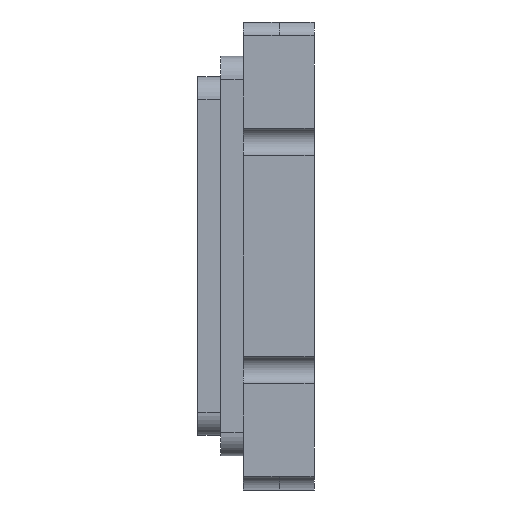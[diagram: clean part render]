
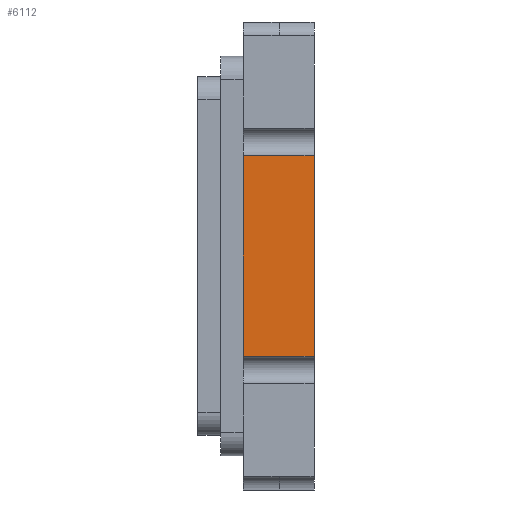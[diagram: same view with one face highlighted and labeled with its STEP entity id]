
A CAD part, left-side view. The second image highlights one B-rep face of the part: STEP entity #6112.
In plain terms, the highlighted planar face has unit normal (-1, 0, 0).
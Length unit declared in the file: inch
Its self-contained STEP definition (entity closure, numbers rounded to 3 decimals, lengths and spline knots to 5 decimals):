
#540 = CARTESIAN_POINT ( 'NONE',  ( -0.1415, 0., 0.0305 ) ) ;
#541 = CARTESIAN_POINT ( 'NONE',  ( -0.1415, 0.031, 0.044 ) ) ;
#542 = CARTESIAN_POINT ( 'NONE',  ( -0.1415, 0., -0.0305 ) ) ;
#545 = CARTESIAN_POINT ( 'NONE',  ( -0.1415, 0., 0.044 ) ) ;
#548 = CARTESIAN_POINT ( 'NONE',  ( -0.1415, 0.031, -0.044 ) ) ;
#550 = CARTESIAN_POINT ( 'NONE',  ( -0.1415, 0., -0.044 ) ) ;
#3744 = ORIENTED_EDGE ( 'NONE', *, *, #5998, .F. ) ;
#3749 = ORIENTED_EDGE ( 'NONE', *, *, #6003, .T. ) ;
#3754 = ORIENTED_EDGE ( 'NONE', *, *, #6029, .F. ) ;
#3759 = ORIENTED_EDGE ( 'NONE', *, *, #6000, .T. ) ;
#3761 = ORIENTED_EDGE ( 'NONE', *, *, #6017, .T. ) ;
#3774 = ORIENTED_EDGE ( 'NONE', *, *, #5997, .T. ) ;
#4155 = LINE ( 'NONE', #4156, #5853 ) ;
#4156 = CARTESIAN_POINT ( 'NONE',  ( -0.1415, 0., -0.1025 ) ) ;
#4157 = DIRECTION ( 'NONE',  ( 0., 0., 1. ) ) ;
#4158 = LINE ( 'NONE', #4159, #5851 ) ;
#4159 = CARTESIAN_POINT ( 'NONE',  ( -0.1415, 0.031, -0.1025 ) ) ;
#4160 = DIRECTION ( 'NONE',  ( 0., 0., 1. ) ) ;
#4180 = LINE ( 'NONE', #4181, #5849 ) ;
#4181 = CARTESIAN_POINT ( 'NONE',  ( -0.1415, 0., -0.1025 ) ) ;
#4182 = DIRECTION ( 'NONE',  ( 0., 0., 1. ) ) ;
#4189 = LINE ( 'NONE', #4190, #5845 ) ;
#4190 = CARTESIAN_POINT ( 'NONE',  ( -0.1415, 0., 0.044 ) ) ;
#4191 = DIRECTION ( 'NONE',  ( 0., 1., 0. ) ) ;
#4231 = LINE ( 'NONE', #4232, #5042 ) ;
#4232 = CARTESIAN_POINT ( 'NONE',  ( -0.1415, 0., -0.1025 ) ) ;
#4233 = DIRECTION ( 'NONE',  ( 0., 0., 1. ) ) ;
#4283 = LINE ( 'NONE', #4284, #5056 ) ;
#4284 = CARTESIAN_POINT ( 'NONE',  ( -0.1415, 0., -0.044 ) ) ;
#4285 = DIRECTION ( 'NONE',  ( 0., 1., 0. ) ) ;
#4491 = EDGE_LOOP ( 'NONE', ( #3774, #3759, #3749, #3744, #3754, #3761 ) ) ;
#5042 = VECTOR ( 'NONE', #4233, 39.37008 ) ;
#5056 = VECTOR ( 'NONE', #4285, 39.37008 ) ;
#5248 = PLANE ( 'NONE',  #7423 ) ;
#5249 = CARTESIAN_POINT ( 'NONE',  ( -0.1415, 0.051, -0.1025 ) ) ;
#5250 = DIRECTION ( 'NONE',  ( 1., 0., 0. ) ) ;
#5251 = DIRECTION ( 'NONE',  ( 0., 0., -1. ) ) ;
#5552 = VERTEX_POINT ( 'NONE', #540 ) ;
#5553 = VERTEX_POINT ( 'NONE', #541 ) ;
#5554 = VERTEX_POINT ( 'NONE', #542 ) ;
#5557 = VERTEX_POINT ( 'NONE', #545 ) ;
#5560 = VERTEX_POINT ( 'NONE', #548 ) ;
#5562 = VERTEX_POINT ( 'NONE', #550 ) ;
#5845 = VECTOR ( 'NONE', #4191, 39.37008 ) ;
#5849 = VECTOR ( 'NONE', #4182, 39.37008 ) ;
#5851 = VECTOR ( 'NONE', #4160, 39.37008 ) ;
#5853 = VECTOR ( 'NONE', #4157, 39.37008 ) ;
#5997 = EDGE_CURVE ( 'NONE', #5554, #5552, #4155, .T. ) ;
#5998 = EDGE_CURVE ( 'NONE', #5560, #5553, #4158, .T. ) ;
#6000 = EDGE_CURVE ( 'NONE', #5552, #5557, #4180, .T. ) ;
#6003 = EDGE_CURVE ( 'NONE', #5557, #5553, #4189, .T. ) ;
#6017 = EDGE_CURVE ( 'NONE', #5562, #5554, #4231, .T. ) ;
#6029 = EDGE_CURVE ( 'NONE', #5562, #5560, #4283, .T. ) ;
#6112 = ADVANCED_FACE ( 'NONE', ( #7416 ), #5248, .F. ) ;
#7416 = FACE_OUTER_BOUND ( 'NONE', #4491, .T. ) ;
#7423 = AXIS2_PLACEMENT_3D ( 'NONE', #5249, #5250, #5251 ) ;
